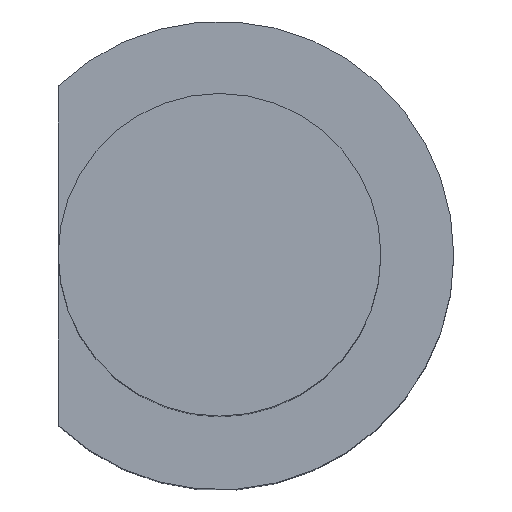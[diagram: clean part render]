
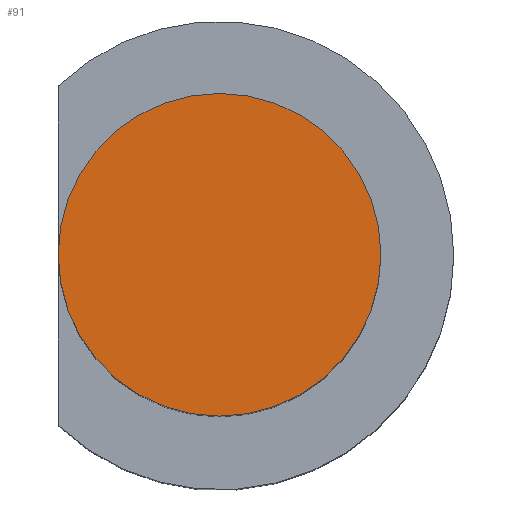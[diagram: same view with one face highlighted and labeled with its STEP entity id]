
A CAD part, top view. The second image highlights one B-rep face of the part: STEP entity #91.
In plain terms, the highlighted planar face has unit normal (0, 0, 1).
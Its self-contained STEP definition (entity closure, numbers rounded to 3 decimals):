
#10 = ORIENTED_EDGE ( 'NONE', *, *, #191, .T. ) ;
#16 = FACE_OUTER_BOUND ( 'NONE', #291, .T. ) ;
#24 = CARTESIAN_POINT ( 'NONE',  ( -3.1, 0., 0. ) ) ;
#28 = DIRECTION ( 'NONE',  ( 1., 0., 0. ) ) ;
#36 = CIRCLE ( 'NONE', #54, 3.1 ) ;
#46 = CIRCLE ( 'NONE', #234, 3.1 ) ;
#54 = AXIS2_PLACEMENT_3D ( 'NONE', #142, #210, #135 ) ;
#91 = ADVANCED_FACE ( 'NONE', ( #16 ), #102, .T. ) ;
#102 = PLANE ( 'NONE',  #264 ) ;
#135 = DIRECTION ( 'NONE',  ( 1., 0., 0. ) ) ;
#138 = EDGE_CURVE ( 'NONE', #177, #154, #46, .T. ) ;
#142 = CARTESIAN_POINT ( 'NONE',  ( 0., 0., 0. ) ) ;
#154 = VERTEX_POINT ( 'NONE', #255 ) ;
#164 = CARTESIAN_POINT ( 'NONE',  ( 0., 0., 0. ) ) ;
#177 = VERTEX_POINT ( 'NONE', #24 ) ;
#180 = DIRECTION ( 'NONE',  ( 1., 0., 0. ) ) ;
#191 = EDGE_CURVE ( 'NONE', #154, #177, #36, .T. ) ;
#200 = CARTESIAN_POINT ( 'NONE',  ( 0., 0., 0. ) ) ;
#205 = DIRECTION ( 'NONE',  ( 0., 0., 1. ) ) ;
#210 = DIRECTION ( 'NONE',  ( 0., 0., 1. ) ) ;
#234 = AXIS2_PLACEMENT_3D ( 'NONE', #164, #205, #28 ) ;
#238 = ORIENTED_EDGE ( 'NONE', *, *, #138, .T. ) ;
#255 = CARTESIAN_POINT ( 'NONE',  ( 3.1, 0., 0. ) ) ;
#264 = AXIS2_PLACEMENT_3D ( 'NONE', #200, #268, #180 ) ;
#268 = DIRECTION ( 'NONE',  ( 0., 0., 1. ) ) ;
#291 = EDGE_LOOP ( 'NONE', ( #10, #238 ) ) ;
